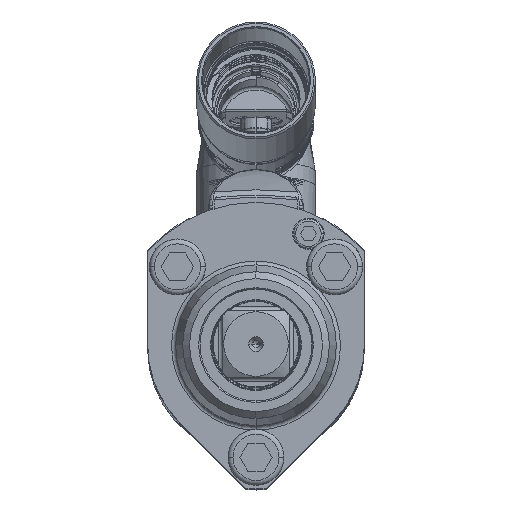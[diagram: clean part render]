
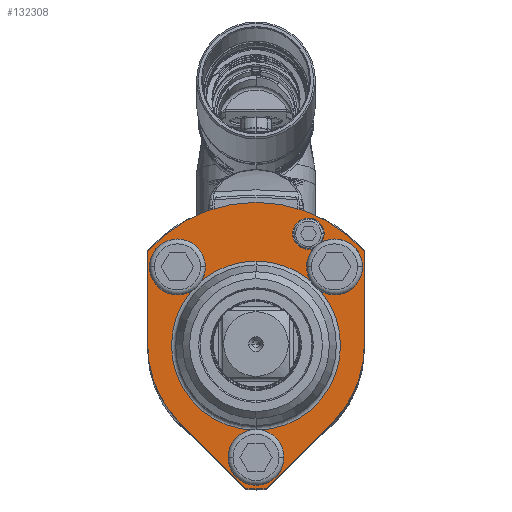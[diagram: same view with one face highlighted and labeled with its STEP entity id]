
A CAD part, top view. The second image highlights one B-rep face of the part: STEP entity #132308.
In plain terms, the highlighted planar face has unit normal (0, 0, 1).
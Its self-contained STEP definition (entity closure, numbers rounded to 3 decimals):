
#130156=DIRECTION('',(0.,-1.,0.));
#130157=VECTOR('',#130156,26.833);
#130158=CARTESIAN_POINT('',(-31.,26.833,18.));
#130159=LINE('',#130158,#130157);
#130176=DIRECTION('',(0.,1.,0.));
#130177=VECTOR('',#130176,26.833);
#130178=CARTESIAN_POINT('',(31.,0.,18.));
#130179=LINE('',#130178,#130177);
#130200=CARTESIAN_POINT('',(0.,0.,18.));
#130201=DIRECTION('',(0.,0.,-1.));
#130202=DIRECTION('',(-0.756,0.654,0.));
#130203=AXIS2_PLACEMENT_3D('',#130200,#130201,#130202);
#130205=CARTESIAN_POINT('',(0.,0.,18.));
#130206=DIRECTION('',(0.,0.,-1.));
#130207=DIRECTION('',(1.,0.,0.));
#130208=AXIS2_PLACEMENT_3D('',#130205,#130206,#130207);
#130210=DIRECTION('',(-0.707,-0.707,0.));
#130211=VECTOR('',#130210,26.833);
#130212=CARTESIAN_POINT('',(21.92,-21.92,18.));
#130213=LINE('',#130212,#130211);
#130214=CARTESIAN_POINT('',(0.,0.,18.));
#130215=DIRECTION('',(0.,0.,-1.));
#130216=DIRECTION('',(0.072,-0.997,0.));
#130217=AXIS2_PLACEMENT_3D('',#130214,#130215,#130216);
#130219=DIRECTION('',(-0.707,0.707,0.));
#130220=VECTOR('',#130219,26.833);
#130221=CARTESIAN_POINT('',(-2.947,-40.894,18.));
#130222=LINE('',#130221,#130220);
#130223=CARTESIAN_POINT('',(0.,0.,18.));
#130224=DIRECTION('',(0.,0.,-1.));
#130225=DIRECTION('',(-0.707,-0.707,0.));
#130226=AXIS2_PLACEMENT_3D('',#130223,#130224,#130225);
#130228=CARTESIAN_POINT('',(0.,-32.,18.));
#130229=DIRECTION('',(0.,0.,-1.));
#130230=DIRECTION('',(-1.,0.,0.));
#130231=AXIS2_PLACEMENT_3D('',#130228,#130229,#130230);
#130233=CARTESIAN_POINT('',(0.,-32.,18.));
#130234=DIRECTION('',(0.,0.,-1.));
#130235=DIRECTION('',(1.,0.,0.));
#130236=AXIS2_PLACEMENT_3D('',#130233,#130234,#130235);
#130238=CARTESIAN_POINT('',(22.5,22.5,18.));
#130239=DIRECTION('',(0.,0.,-1.));
#130240=DIRECTION('',(1.,0.,0.));
#130241=AXIS2_PLACEMENT_3D('',#130238,#130239,#130240);
#130243=CARTESIAN_POINT('',(22.5,22.5,18.));
#130244=DIRECTION('',(0.,0.,-1.));
#130245=DIRECTION('',(-0.462,0.887,0.));
#130246=AXIS2_PLACEMENT_3D('',#130243,#130244,#130245);
#130248=CARTESIAN_POINT('',(15.,32.,18.));
#130249=DIRECTION('',(0.,0.,1.));
#130250=DIRECTION('',(0.845,-0.535,0.));
#130251=AXIS2_PLACEMENT_3D('',#130248,#130249,#130250);
#130253=CARTESIAN_POINT('',(15.,32.,18.));
#130254=DIRECTION('',(0.,0.,1.));
#130255=DIRECTION('',(0.,1.,0.));
#130256=AXIS2_PLACEMENT_3D('',#130253,#130254,#130255);
#130258=CARTESIAN_POINT('',(15.,32.,18.));
#130259=DIRECTION('',(0.,0.,1.));
#130260=DIRECTION('',(0.,-1.,0.));
#130261=AXIS2_PLACEMENT_3D('',#130258,#130259,#130260);
#130263=CARTESIAN_POINT('',(22.5,22.5,18.));
#130264=DIRECTION('',(0.,0.,-1.));
#130265=DIRECTION('',(-1.,0.,0.));
#130266=AXIS2_PLACEMENT_3D('',#130263,#130264,#130265);
#130268=CARTESIAN_POINT('',(22.5,22.5,18.));
#130269=DIRECTION('',(0.,0.,-1.));
#130270=DIRECTION('',(-0.869,-0.494,0.));
#130271=AXIS2_PLACEMENT_3D('',#130268,#130269,#130270);
#130273=CARTESIAN_POINT('',(0.,0.,18.));
#130274=DIRECTION('',(0.,0.,1.));
#130275=DIRECTION('',(0.642,0.766,0.));
#130276=AXIS2_PLACEMENT_3D('',#130273,#130274,#130275);
#130278=CARTESIAN_POINT('',(0.,0.,18.));
#130279=DIRECTION('',(0.,0.,1.));
#130280=DIRECTION('',(0.,1.,0.));
#130281=AXIS2_PLACEMENT_3D('',#130278,#130279,#130280);
#130283=CARTESIAN_POINT('',(-22.5,22.5,18.));
#130284=DIRECTION('',(0.,0.,-1.));
#130285=DIRECTION('',(1.,0.,0.));
#130286=AXIS2_PLACEMENT_3D('',#130283,#130284,#130285);
#130288=CARTESIAN_POINT('',(-22.5,22.5,18.));
#130289=DIRECTION('',(0.,0.,-1.));
#130290=DIRECTION('',(-1.,0.,0.));
#130291=AXIS2_PLACEMENT_3D('',#130288,#130289,#130290);
#130293=CARTESIAN_POINT('',(-22.5,22.5,18.));
#130294=DIRECTION('',(0.,0.,-1.));
#130295=DIRECTION('',(0.494,-0.869,0.));
#130296=AXIS2_PLACEMENT_3D('',#130293,#130294,#130295);
#130298=CARTESIAN_POINT('',(0.,0.,18.));
#130299=DIRECTION('',(0.,0.,1.));
#130300=DIRECTION('',(-0.766,0.642,0.));
#130301=AXIS2_PLACEMENT_3D('',#130298,#130299,#130300);
#130303=CARTESIAN_POINT('',(0.,0.,18.));
#130304=DIRECTION('',(0.,0.,1.));
#130305=DIRECTION('',(0.,-1.,0.));
#130306=AXIS2_PLACEMENT_3D('',#130303,#130304,#130305);
#131503=CARTESIAN_POINT('',(0.,24.2,18.));
#131505=VERTEX_POINT('',#131503);
#131506=CARTESIAN_POINT('',(-31.,26.833,18.));
#131507=CARTESIAN_POINT('',(-31.,0.,18.));
#131508=VERTEX_POINT('',#131506);
#131509=VERTEX_POINT('',#131507);
#131510=CARTESIAN_POINT('',(31.,0.,18.));
#131511=CARTESIAN_POINT('',(31.,26.833,18.));
#131512=VERTEX_POINT('',#131510);
#131513=VERTEX_POINT('',#131511);
#131514=CARTESIAN_POINT('',(21.92,-21.92,18.));
#131515=VERTEX_POINT('',#131514);
#131516=CARTESIAN_POINT('',(2.947,-40.894,18.));
#131517=VERTEX_POINT('',#131516);
#131518=CARTESIAN_POINT('',(-2.947,-40.894,18.));
#131519=CARTESIAN_POINT('',(-21.92,-21.92,18.));
#131520=VERTEX_POINT('',#131518);
#131521=VERTEX_POINT('',#131519);
#131522=CARTESIAN_POINT('',(15.,36.5,18.));
#131523=CARTESIAN_POINT('',(15.,27.5,18.));
#131524=VERTEX_POINT('',#131522);
#131525=VERTEX_POINT('',#131523);
#131740=CARTESIAN_POINT('',(-14.5,22.5,18.));
#131741=CARTESIAN_POINT('',(-15.544,18.548,18.));
#131742=VERTEX_POINT('',#131740);
#131743=VERTEX_POINT('',#131741);
#131744=CARTESIAN_POINT('',(-18.546,15.545,18.));
#131745=CARTESIAN_POINT('',(-30.5,22.5,18.));
#131746=VERTEX_POINT('',#131744);
#131747=VERTEX_POINT('',#131745);
#131752=CARTESIAN_POINT('',(30.5,22.5,18.));
#131753=CARTESIAN_POINT('',(18.546,15.545,18.));
#131754=VERTEX_POINT('',#131752);
#131755=VERTEX_POINT('',#131753);
#131756=CARTESIAN_POINT('',(15.545,18.548,18.));
#131757=CARTESIAN_POINT('',(14.5,22.5,18.));
#131758=VERTEX_POINT('',#131756);
#131759=VERTEX_POINT('',#131757);
#131760=CARTESIAN_POINT('',(16.457,27.742,18.));
#131761=VERTEX_POINT('',#131760);
#131762=CARTESIAN_POINT('',(18.803,29.595,18.));
#131763=VERTEX_POINT('',#131762);
#131768=CARTESIAN_POINT('',(-5.15,-32.,18.));
#131769=VERTEX_POINT('',#131768);
#131770=CARTESIAN_POINT('',(5.15,-32.,18.));
#131771=VERTEX_POINT('',#131770);
#131772=CARTESIAN_POINT('',(0.,-24.2,18.));
#131773=VERTEX_POINT('',#131772);
#132257=CARTESIAN_POINT('',(0.,0.016,18.));
#132258=DIRECTION('',(0.,0.,1.));
#132259=DIRECTION('',(0.,1.,0.));
#132260=AXIS2_PLACEMENT_3D('',#132257,#132258,#132259);
#132261=PLANE('',#132260);
#132262=ORIENTED_EDGE('',*,*,#132096,.F.);
#132263=ORIENTED_EDGE('',*,*,#132120,.T.);
#132264=ORIENTED_EDGE('',*,*,#132141,.F.);
#132265=ORIENTED_EDGE('',*,*,#132161,.T.);
#132266=ORIENTED_EDGE('',*,*,#132181,.T.);
#132267=ORIENTED_EDGE('',*,*,#132202,.T.);
#132268=ORIENTED_EDGE('',*,*,#132225,.T.);
#132269=ORIENTED_EDGE('',*,*,#132244,.T.);
#132270=EDGE_LOOP('',(#132262,#132263,#132264,#132265,#132266,#132267,#132268,
#132269));
#132271=FACE_OUTER_BOUND('',#132270,.F.);
#132273=ORIENTED_EDGE('',*,*,#132272,.F.);
#132275=ORIENTED_EDGE('',*,*,#132274,.F.);
#132276=EDGE_LOOP('',(#132273,#132275));
#132277=FACE_BOUND('',#132276,.F.);
#132279=ORIENTED_EDGE('',*,*,#132278,.F.);
#132281=ORIENTED_EDGE('',*,*,#132280,.F.);
#132283=ORIENTED_EDGE('',*,*,#132282,.T.);
#132285=ORIENTED_EDGE('',*,*,#132284,.T.);
#132287=ORIENTED_EDGE('',*,*,#132286,.T.);
#132289=ORIENTED_EDGE('',*,*,#132288,.F.);
#132291=ORIENTED_EDGE('',*,*,#132290,.F.);
#132293=ORIENTED_EDGE('',*,*,#132292,.T.);
#132295=ORIENTED_EDGE('',*,*,#132294,.T.);
#132297=ORIENTED_EDGE('',*,*,#132296,.F.);
#132299=ORIENTED_EDGE('',*,*,#132298,.F.);
#132301=ORIENTED_EDGE('',*,*,#132300,.F.);
#132303=ORIENTED_EDGE('',*,*,#132302,.T.);
#132305=ORIENTED_EDGE('',*,*,#132304,.T.);
#132306=EDGE_LOOP('',(#132279,#132281,#132283,#132285,#132287,#132289,#132291,
#132293,#132295,#132297,#132299,#132301,#132303,#132305));
#132307=FACE_BOUND('',#132306,.F.);
#130204=CIRCLE('',#130203,41.);
#130209=CIRCLE('',#130208,31.);
#130218=CIRCLE('',#130217,41.);
#130227=CIRCLE('',#130226,31.);
#130232=CIRCLE('',#130231,5.15);
#130237=CIRCLE('',#130236,5.15);
#130242=CIRCLE('',#130241,8.);
#130247=CIRCLE('',#130246,8.);
#130252=CIRCLE('',#130251,4.5);
#130257=CIRCLE('',#130256,4.5);
#130262=CIRCLE('',#130261,4.5);
#130267=CIRCLE('',#130266,8.);
#130272=CIRCLE('',#130271,8.);
#130277=CIRCLE('',#130276,24.2);
#130282=CIRCLE('',#130281,24.2);
#130287=CIRCLE('',#130286,8.);
#130292=CIRCLE('',#130291,8.);
#130297=CIRCLE('',#130296,8.);
#130302=CIRCLE('',#130301,24.2);
#130307=CIRCLE('',#130306,24.2);
#132096=EDGE_CURVE('',#131508,#131509,#130159,.T.);
#132120=EDGE_CURVE('',#131508,#131513,#130204,.T.);
#132141=EDGE_CURVE('',#131512,#131513,#130179,.T.);
#132161=EDGE_CURVE('',#131512,#131515,#130209,.T.);
#132181=EDGE_CURVE('',#131515,#131517,#130213,.T.);
#132202=EDGE_CURVE('',#131517,#131520,#130218,.T.);
#132225=EDGE_CURVE('',#131520,#131521,#130222,.T.);
#132244=EDGE_CURVE('',#131521,#131509,#130227,.T.);
#132272=EDGE_CURVE('',#131769,#131771,#130232,.T.);
#132274=EDGE_CURVE('',#131771,#131769,#130237,.T.);
#132278=EDGE_CURVE('',#131754,#131755,#130242,.T.);
#132280=EDGE_CURVE('',#131763,#131754,#130247,.T.);
#132282=EDGE_CURVE('',#131763,#131524,#130252,.T.);
#132284=EDGE_CURVE('',#131524,#131525,#130257,.T.);
#132286=EDGE_CURVE('',#131525,#131761,#130262,.T.);
#132288=EDGE_CURVE('',#131759,#131761,#130267,.T.);
#132290=EDGE_CURVE('',#131758,#131759,#130272,.T.);
#132292=EDGE_CURVE('',#131758,#131505,#130277,.T.);
#132294=EDGE_CURVE('',#131505,#131743,#130282,.T.);
#132296=EDGE_CURVE('',#131742,#131743,#130287,.T.);
#132298=EDGE_CURVE('',#131747,#131742,#130292,.T.);
#132300=EDGE_CURVE('',#131746,#131747,#130297,.T.);
#132302=EDGE_CURVE('',#131746,#131773,#130302,.T.);
#132304=EDGE_CURVE('',#131773,#131755,#130307,.T.);
#132308=ADVANCED_FACE('',(#132271,#132277,#132307),#132261,.T.);
